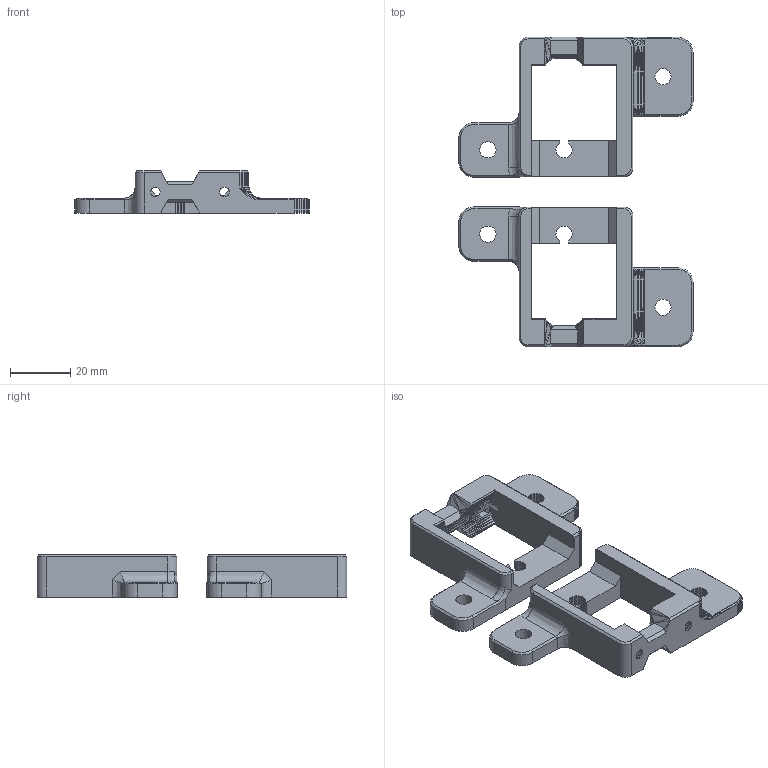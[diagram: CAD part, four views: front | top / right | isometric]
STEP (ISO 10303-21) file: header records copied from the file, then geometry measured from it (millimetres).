
FILE_DESCRIPTION(/* description */ (''),/* implementation_level */ '2;1');
FILE_NAME(/* name */ 'Z idler frames extra tab.step',/* time_stamp */ '2019-01-25T09:26:39+00:00',/* author */ ('tinkercad-griff'),/* organization */ (''),/* preprocessor_version */ 'ST-DEVELOPER v17.2',/* originating_system */ 'Autodesk Translation Framework v7.6.0.251',/* authorisation */ '');
FILE_SCHEMA (('AUTOMOTIVE_DESIGN { 1 0 10303 214 3 1 1 }'));
Length unit declared in the file: millimetre
Products named in the file (1): Z ilder frame A - extra tab
Bounding box: 77.8 x 102.85 x 14 mm (x, y, z)
Volume: 28857.1 mm3; surface area: 15363.9 mm2
Topology: 2 solids, 2 shells, 1790 faces, 3364 edges, 1574 vertices
Faces by surface type: plane 1762, bspline 10, cylinder 10, cone 8
Full cylindrical faces by diameter (mm): 5.4 x2
Entity records: 41494 total; most frequent: CARTESIAN_POINT 7215, DIRECTION 6912, ORIENTED_EDGE 6728, EDGE_CURVE 3364, LINE 3298, VECTOR 3298, AXIS2_PLACEMENT_3D 1807, EDGE_LOOP 1806
